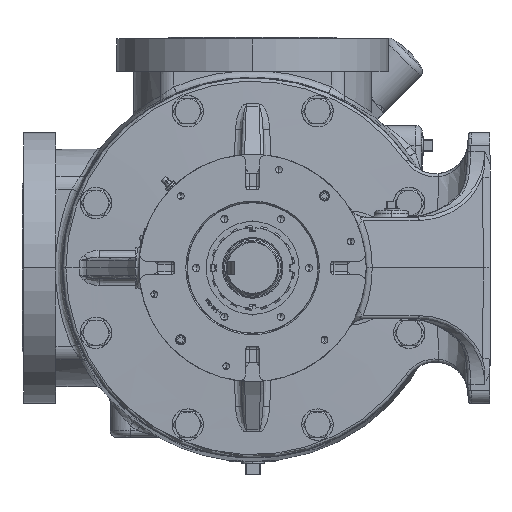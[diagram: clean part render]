
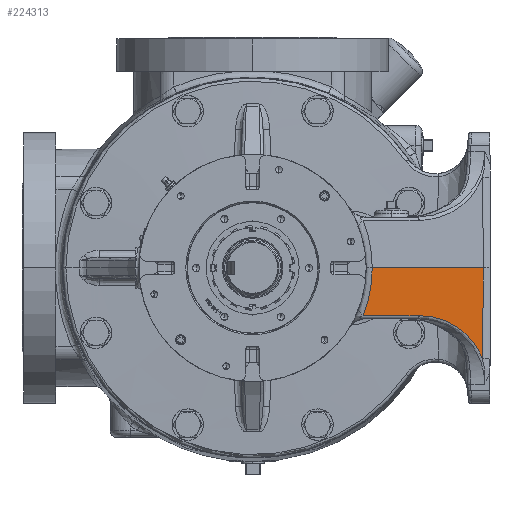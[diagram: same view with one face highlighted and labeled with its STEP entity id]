
A CAD part, left-side view. The second image highlights one B-rep face of the part: STEP entity #224313.
In plain terms, the highlighted planar face has unit normal (-0.707, -0.707, -0.035).
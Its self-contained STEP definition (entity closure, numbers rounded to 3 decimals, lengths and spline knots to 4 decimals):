
#8217 = DIRECTION ( 'NONE',  ( -0.035, -0.014, 0.999 ) ) ;
#8727 = EDGE_CURVE ( 'NONE', #84087, #165660, #137400, .T. ) ;
#10000 = DIRECTION ( 'NONE',  ( 0.707, -0.707, 0. ) ) ;
#10437 = CARTESIAN_POINT ( 'NONE',  ( -12.8974, -4.4067, -0.6035 ) ) ;
#11245 = LINE ( 'NONE', #26581, #245736 ) ;
#13741 = CARTESIAN_POINT ( 'NONE',  ( -8.5839, -8.75, 0. ) ) ;
#16319 = CARTESIAN_POINT ( 'NONE',  ( -9.1325, -8.0853, -2.3496 ) ) ;
#26581 = CARTESIAN_POINT ( 'NONE',  ( -11.0262, -6.2208, -1.7592 ) ) ;
#33565 = CARTESIAN_POINT ( 'NONE',  ( -8.5839, -8.75, 0. ) ) ;
#36234 = ORIENTED_EDGE ( 'NONE', *, *, #8727, .T. ) ;
#55799 = CARTESIAN_POINT ( 'NONE',  ( -8.7044, -8.4647, -3.3368 ) ) ;
#61741 = CARTESIAN_POINT ( 'NONE',  ( -13.1709, -4.0761, -1.7592 ) ) ;
#67778 = CARTESIAN_POINT ( 'NONE',  ( -13.1709, -4.0761, -1.7592 ) ) ;
#71865 = EDGE_CURVE ( 'NONE', #186916, #222128, #243839, .T. ) ;
#80136 = ORIENTED_EDGE ( 'NONE', *, *, #166100, .T. ) ;
#84082 = EDGE_LOOP ( 'NONE', ( #36234, #120439, #161125, #130759, #80136 ) ) ;
#84087 = VERTEX_POINT ( 'NONE', #87804 ) ;
#87804 = CARTESIAN_POINT ( 'NONE',  ( -11.1082, -6.1389, -1.7592 ) ) ;
#88969 = LINE ( 'NONE', #13741, #163424 ) ;
#90288 = CARTESIAN_POINT ( 'NONE',  ( -10.0321, -7.2149, -1.7592 ) ) ;
#95960 = EDGE_CURVE ( 'NONE', #186916, #124147, #88969, .T. ) ;
#95976 = CARTESIAN_POINT ( 'NONE',  ( -12.924, -4.4099, 0. ) ) ;
#97537 = EDGE_CURVE ( 'NONE', #165660, #124147, #106303, .T. ) ;
#102217 = CARTESIAN_POINT ( 'NONE',  ( -12.9806, -4.2942, -1.1965 ) ) ;
#106303 = LINE ( 'NONE', #200528, #114735 ) ;
#107561 = DIRECTION ( 'NONE',  ( -0.707, -0.707, -0.035 ) ) ;
#111269 = DIRECTION ( 'NONE',  ( 0.707, -0.707, 0. ) ) ;
#114636 = AXIS2_PLACEMENT_3D ( 'NONE', #33565, #107561, #111269 ) ;
#114735 = VECTOR ( 'NONE', #8217, 39.3701 ) ;
#120439 = ORIENTED_EDGE ( 'NONE', *, *, #97537, .T. ) ;
#124147 = VERTEX_POINT ( 'NONE', #166051 ) ;
#130759 = ORIENTED_EDGE ( 'NONE', *, *, #71865, .T. ) ;
#137400 =( BOUNDED_CURVE ( )  B_SPLINE_CURVE ( 3, ( #229067, #90288, #16319, #55799 ),
 .UNSPECIFIED., .F., .F. ) 
 B_SPLINE_CURVE_WITH_KNOTS ( ( 4, 4 ),
 ( 1.6201, 2.7818 ),
 .UNSPECIFIED. ) 
 CURVE ( )  GEOMETRIC_REPRESENTATION_ITEM ( )  RATIONAL_B_SPLINE_CURVE ( ( 1., 0.891, 0.891, 1. ) ) 
 REPRESENTATION_ITEM ( '' )  );
#161125 = ORIENTED_EDGE ( 'NONE', *, *, #95960, .F. ) ;
#163424 = VECTOR ( 'NONE', #209848, 39.3701 ) ;
#165660 = VERTEX_POINT ( 'NONE', #225976 ) ;
#166051 = CARTESIAN_POINT ( 'NONE',  ( -8.821, -8.5129, 0. ) ) ;
#166100 = EDGE_CURVE ( 'NONE', #222128, #84087, #11245, .T. ) ;
#185214 = PLANE ( 'NONE',  #114636 ) ;
#186916 = VERTEX_POINT ( 'NONE', #95976 ) ;
#200528 = CARTESIAN_POINT ( 'NONE',  ( -8.8209, -8.5129, -0.003 ) ) ;
#209848 = DIRECTION ( 'NONE',  ( 0.707, -0.707, 0. ) ) ;
#219340 = CARTESIAN_POINT ( 'NONE',  ( -12.924, -4.4099, 0. ) ) ;
#222128 = VERTEX_POINT ( 'NONE', #61741 ) ;
#224313 = ADVANCED_FACE ( 'NONE', ( #245074 ), #185214, .T. ) ;
#225976 = CARTESIAN_POINT ( 'NONE',  ( -8.7044, -8.4647, -3.3368 ) ) ;
#229067 = CARTESIAN_POINT ( 'NONE',  ( -11.1082, -6.1389, -1.7592 ) ) ;
#243839 =( BOUNDED_CURVE ( )  B_SPLINE_CURVE ( 3, ( #219340, #10437, #102217, #67778 ),
 .UNSPECIFIED., .F., .F. ) 
 B_SPLINE_CURVE_WITH_KNOTS ( ( 4, 4 ),
 ( 3.0975, 3.462 ),
 .UNSPECIFIED. ) 
 CURVE ( )  GEOMETRIC_REPRESENTATION_ITEM ( )  RATIONAL_B_SPLINE_CURVE ( ( 1., 0.989, 0.989, 1. ) ) 
 REPRESENTATION_ITEM ( '' )  );
#245074 = FACE_OUTER_BOUND ( 'NONE', #84082, .T. ) ;
#245736 = VECTOR ( 'NONE', #10000, 39.3701 ) ;
